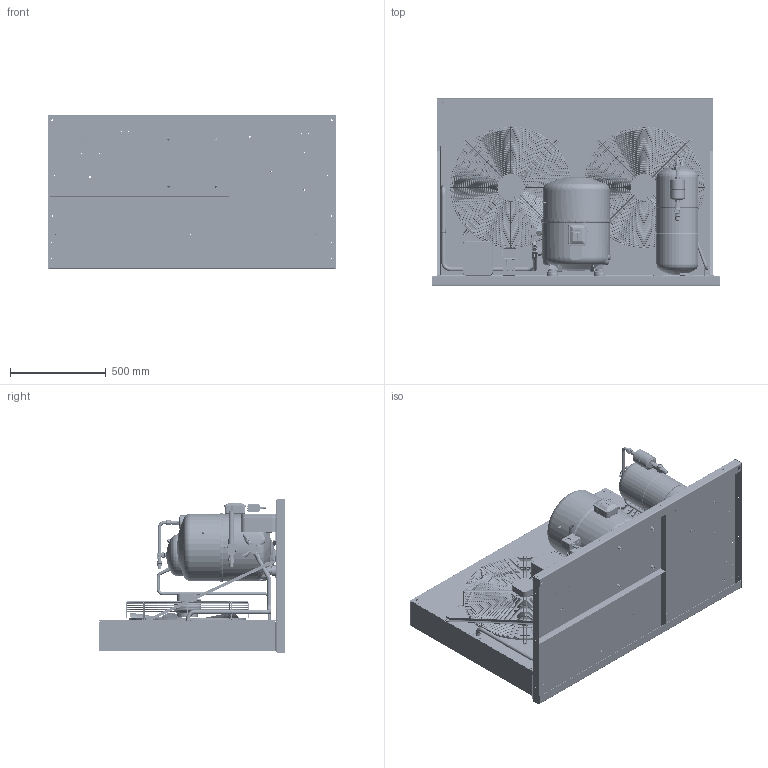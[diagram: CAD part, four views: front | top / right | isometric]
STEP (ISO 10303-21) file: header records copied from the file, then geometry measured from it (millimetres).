
FILE_DESCRIPTION((''),'2;1');
FILE_NAME('115F0263_ASM','2023-04-04T13:38:54',('U375483'),('DANFOSS COMMERCIAL COMPRESSOR'),'CREO PARAMETRIC BY PTC INC, 2022124','CREO PARAMETRIC BY PTC INC, 2022124','');
FILE_SCHEMA(('CONFIG_CONTROL_DESIGN'));
Products named in the file (99): 193U3043_01; 193U3043_02; 193U3043_03; 193U5076; HANS-12HX08; 193U3043_ASM; MT100-125-3VM; CUT-EXTRUDE3_1; EXTRUDE13_1; CUT-EXTRUDE11; FILLET4_1; EXTRUDE12_1; 6804504V05_1_ASM; 6804504V05_ASM; 061FXXXX; 193U3035P01_01; 193U3035P01_02; 193U5105; 193U3035P01_ASM; 193U3035P02; 193U3035P03; 193U3035P04; 193U3035_ASM; BRACKET2__32_; P3_Q3; 021Z0646_1_ASM; 021Z0646_ASM; FILLET1_1_2_WG1; BOSS-EXTRUDE10_1_2_WG1; BOSS-EXTRUDE8_1_WG1; 119-8255_FAN_MOTOR_ASM; 119-8255_FAN_BLADE; LPATTERN2_3__1_WG1; REVOLVE1_3__1_2_WG1; LPATTERN2_7__WG1; LPATTERN2_1__1_WG1; REVOLVE1_7__1_2_WG1; LPATTERN2_4__1_WG1; SWEEP3_1_2_WG1; REVOLVE1_22__WG1 ...
Assembly tree (122 placements, depth 5):
  115F0263_ASM
    193U3043_ASM
      193U3043_01
      193U3043_02
      193U3043_03
      193U5076  x3
      HANS-12HX08  x4
    MT100-125-3VM
    6804504V05_ASM
      6804504V05_1_ASM
        CUT-EXTRUDE3_1
        EXTRUDE13_1
        CUT-EXTRUDE11
        FILLET4_1
        EXTRUDE12_1
    061FXXXX
    193U3035_ASM
      193U3035P01_ASM
        193U3035P01_01
        193U3035P01_02
        193U5105  x10
        193U5076  x2
      193U3035P02
      193U3035P03
      193U3035P04
    021Z0646_ASM
      021Z0646_1_ASM
        BRACKET2__32_  x6
        P3_Q3
    119-8255_ASM  x2
      119-8255_1_ASM
        119-8255_FAN_MOTOR_ASM
          FILLET1_1_2_WG1
          BOSS-EXTRUDE10_1_2_WG1
          BOSS-EXTRUDE8_1_WG1
        119-8255_FAN_BLADE
        119-8255_FAN_GRILL_ASM
          LPATTERN2_3__1_WG1
          REVOLVE1_3__1_2_WG1
          LPATTERN2_7__WG1
          LPATTERN2_1__1_WG1
          REVOLVE1_7__1_2_WG1
          LPATTERN2_4__1_WG1
          SWEEP3_1_2_WG1
          REVOLVE1_22__WG1
          CIRPATTERN7_1__1_2_WG1
          REVOLVE1_11__1_2_WG1
          REVOLVE1_17__WG1
          REVOLVE1_2__1_2_WG1
          REVOLVE1_9__1_2_WG1
          REVOLVE1_12__1_2_WG1
          CIRPATTERN8_3__1_2_WG1
          REVOLVE1_21__WG1
          CIRPATTERN7_2__1_2_WG1
          REVOLVE1_4__1_2_WG1
          REVOLVE1_16__1_WG1
          REVOLVE1_1__1_2_WG1
          REVOLVE1_10__1_2_WG1
          LPATTERN2_6__WG1
          REVOLVE1_13__1_WG1
Bounding box: 1500 x 977 x 800 mm (x, y, z)
Volume: 54466574.1 mm3; surface area: 14740412 mm2
Topology: 174 solids, 181 shells, 5933 faces, 14668 edges, 9208 vertices
Faces by surface type: plane 2082, cylinder 1914, torus 701, extrusion 466, cone 381, bspline 342, sphere 47
Entity records: 199141 total; most frequent: CARTESIAN_POINT 78691, ORIENTED_EDGE 24946, DIRECTION 24140, EDGE_CURVE 12479, AXIS2_PLACEMENT_3D 8942, VERTEX_POINT 7876, VECTOR 6256, LINE 5790
